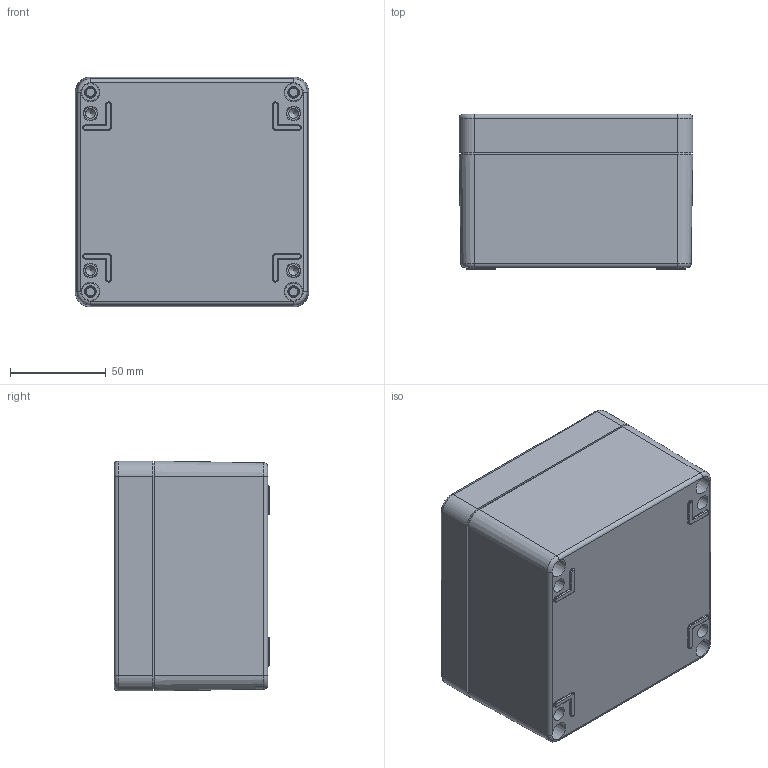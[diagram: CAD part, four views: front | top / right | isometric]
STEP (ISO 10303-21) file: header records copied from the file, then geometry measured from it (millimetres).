
FILE_DESCRIPTION( ( 'STEP AP214' ), '1' );
FILE_NAME( '15000901.stp', '2020-07-23T16:11:24', ( 'License CC BY-ND 4.0' ), ( 'CADENAS' ), ' ', 'PARTsolutions', ' ' );
FILE_SCHEMA( ( 'AUTOMOTIVE_DESIGN { 1 0 10303 214 1 1 1 1 }' ) );
Length unit declared in the file: millimetre
Products named in the file (15): 15000901; KASTEN-AL1212-8; KASTEN-AL1212-8-1; DECKEL-AL1212; SCHRAUBE_AL-GEH-M6X25; SCHRAUBE_AL-GEH-M6X25-1
Assembly tree (20 placements, depth 2):
  15000901
    KASTEN-AL1212-8
    KASTEN-AL1212-8-1
    KASTEN-AL1212-8-1
    KASTEN-AL1212-8-1
    KASTEN-AL1212-8-1
    KASTEN-AL1212-8-1
    KASTEN-AL1212-8-1
    KASTEN-AL1212-8-1
    KASTEN-AL1212-8-1
    KASTEN-AL1212-8-1
    KASTEN-AL1212-8-1
    DECKEL-AL1212
    SCHRAUBE_AL-GEH-M6X25  x4
    SCHRAUBE_AL-GEH-M6X25-1  x4
Bounding box: 122 x 81 x 120 mm (x, y, z)
Volume: 333082.6 mm3; surface area: 149437.6 mm2
Topology: 6 solids, 30 shells, 725 faces, 1785 edges, 1150 vertices
Faces by surface type: plane 296, cylinder 191, torus 107, cone 96, bspline 35
Full cylindrical faces by diameter (mm): 4.5 x14, 5 x1, 5.25 x4, 6 x14, 6.4 x5, 6.5 x7, 7.2 x5, 10 x4
Entity records: 21003 total; most frequent: CARTESIAN_POINT 6588, DIRECTION 2998, ORIENTED_EDGE 2720, EDGE_CURVE 1396, AXIS2_PLACEMENT_3D 1178, VERTEX_POINT 937, EDGE_LOOP 824, FACE_OUTER_BOUND 657
